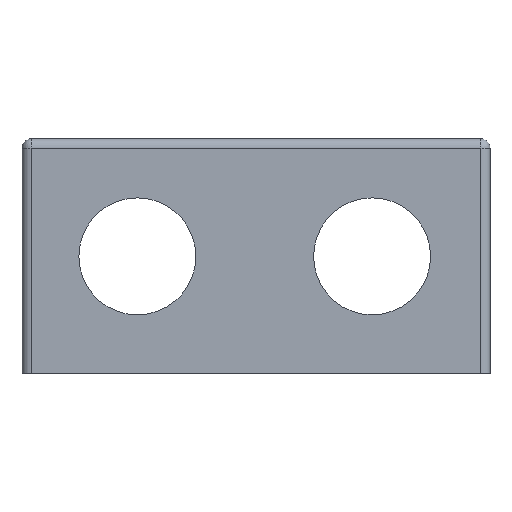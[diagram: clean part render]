
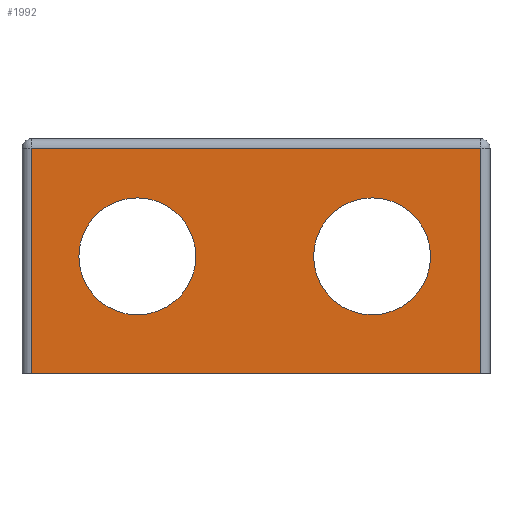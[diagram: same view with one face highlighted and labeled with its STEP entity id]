
A CAD part, left-side view. The second image highlights one B-rep face of the part: STEP entity #1992.
In plain terms, the highlighted planar face has unit normal (-1, 0, 0).
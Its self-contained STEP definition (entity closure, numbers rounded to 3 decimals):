
#27=FACE_BOUND('',#631,.T.);
#28=FACE_BOUND('',#632,.T.);
#75=PLANE('',#2168);
#161=LINE('',#3173,#326);
#172=LINE('',#3216,#337);
#173=LINE('',#3220,#338);
#174=LINE('',#3221,#339);
#326=VECTOR('',#2492,10.);
#337=VECTOR('',#2543,10.);
#338=VECTOR('',#2548,10.);
#339=VECTOR('',#2549,10.);
#527=FACE_OUTER_BOUND('',#630,.T.);
#630=EDGE_LOOP('',(#1540,#1541,#1542,#1543));
#631=EDGE_LOOP('',(#1544));
#632=EDGE_LOOP('',(#1545));
#754=CIRCLE('',#2125,12.5);
#757=CIRCLE('',#2130,12.5);
#906=VERTEX_POINT('',#3063);
#909=VERTEX_POINT('',#3073);
#932=VERTEX_POINT('',#3168);
#933=VERTEX_POINT('',#3171);
#945=VERTEX_POINT('',#3215);
#946=VERTEX_POINT('',#3219);
#1118=EDGE_CURVE('',#906,#906,#754,.T.);
#1123=EDGE_CURVE('',#909,#909,#757,.T.);
#1153=EDGE_CURVE('',#933,#932,#161,.T.);
#1176=EDGE_CURVE('',#945,#932,#172,.T.);
#1178=EDGE_CURVE('',#946,#933,#173,.T.);
#1179=EDGE_CURVE('',#946,#945,#174,.T.);
#1540=ORIENTED_EDGE('',*,*,#1153,.F.);
#1541=ORIENTED_EDGE('',*,*,#1178,.F.);
#1542=ORIENTED_EDGE('',*,*,#1179,.T.);
#1543=ORIENTED_EDGE('',*,*,#1176,.T.);
#1544=ORIENTED_EDGE('',*,*,#1118,.T.);
#1545=ORIENTED_EDGE('',*,*,#1123,.T.);
#1992=ADVANCED_FACE('',(#527,#27,#28),#75,.T.);
#2125=AXIS2_PLACEMENT_3D('',#3065,#2433,#2434);
#2130=AXIS2_PLACEMENT_3D('',#3075,#2445,#2446);
#2168=AXIS2_PLACEMENT_3D('',#3218,#2546,#2547);
#2433=DIRECTION('center_axis',(1.,0.,0.));
#2434=DIRECTION('ref_axis',(0.,0.,-1.));
#2445=DIRECTION('center_axis',(1.,0.,0.));
#2446=DIRECTION('ref_axis',(0.,0.,-1.));
#2492=DIRECTION('',(0.,-1.,0.));
#2543=DIRECTION('',(0.,0.,1.));
#2546=DIRECTION('center_axis',(-1.,0.,0.));
#2547=DIRECTION('ref_axis',(0.,-1.,0.));
#2548=DIRECTION('',(0.,0.,1.));
#2549=DIRECTION('',(0.,-1.,0.));
#3063=CARTESIAN_POINT('',(-40.205,15.561,37.47));
#3065=CARTESIAN_POINT('Origin',(-40.205,15.561,24.97));
#3073=CARTESIAN_POINT('',(-40.205,-34.595,37.47));
#3075=CARTESIAN_POINT('Origin',(-40.205,-34.595,24.97));
#3168=CARTESIAN_POINT('',(-40.205,-57.795,48.1));
#3171=CARTESIAN_POINT('',(-40.205,38.205,48.1));
#3173=CARTESIAN_POINT('',(-40.205,14.205,48.1));
#3215=CARTESIAN_POINT('',(-40.205,-57.795,0.));
#3216=CARTESIAN_POINT('',(-40.205,-57.795,0.));
#3218=CARTESIAN_POINT('Origin',(-40.205,38.205,0.));
#3219=CARTESIAN_POINT('',(-40.205,38.205,0.));
#3220=CARTESIAN_POINT('',(-40.205,38.205,0.));
#3221=CARTESIAN_POINT('',(-40.205,38.205,0.));
